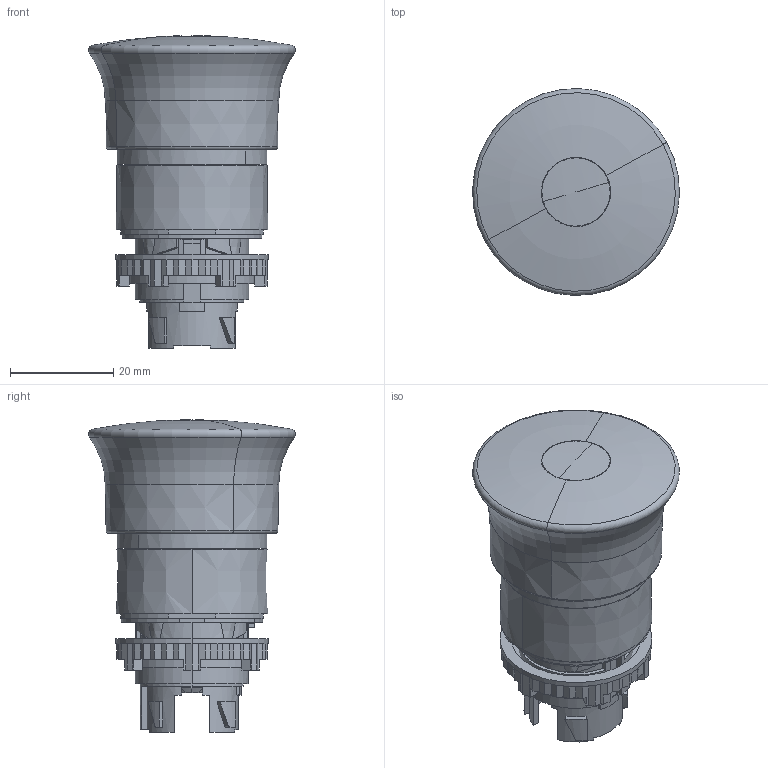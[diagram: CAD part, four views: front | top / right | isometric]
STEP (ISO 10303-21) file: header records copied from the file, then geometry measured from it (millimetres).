
FILE_DESCRIPTION(('CATIA V5 STEP Exchange','CAx-IF Rec.Pracs.--- Model Styling and Organization---1.2---2011-12-15'),'2;1');
FILE_NAME('L22DR01.stp','2013-12-19T09:15:03+00:00',('none'),('none'),'Unofficial Packaging Version','CATIA V5 STEP AP214 Edition 3','none');
FILE_SCHEMA(('AUTOMOTIVE_DESIGN { 1 0 10303 214 3 1 1 1 }'));
Length unit declared in the file: millimetre
Products named in the file (8): L22DR01; 074225000; 056017000; 032160000; 031101000; 051906000; 012212000; 075096000
Assembly tree (7 placements, depth 2):
  L22DR01
    074225000
    056017000
    032160000
    031101000
    051906000
    012212000
    075096000
Bounding box: 39.99 x 39.99 x 60.46 mm (x, y, z)
Volume: 20648.7 mm3; surface area: 26296.8 mm2
Topology: 7 solids, 7 shells, 907 faces, 2580 edges, 1675 vertices
Faces by surface type: plane 426, cylinder 240, cone 108, torus 65, bspline 46, extrusion 12, sphere 8, revolution 2
Entity records: 35447 total; most frequent: CARTESIAN_POINT 9006, ORIENTED_EDGE 5140, DIRECTION 3202, EDGE_CURVE 2570, VERTEX_POINT 1675, AXIS2_PLACEMENT_3D 1418, VECTOR 1189, LINE 1177
